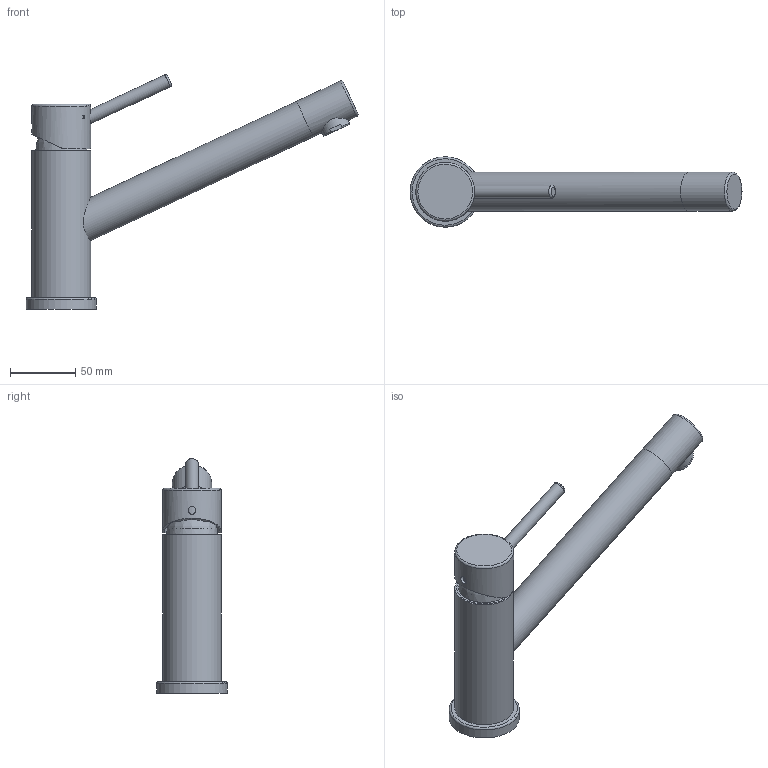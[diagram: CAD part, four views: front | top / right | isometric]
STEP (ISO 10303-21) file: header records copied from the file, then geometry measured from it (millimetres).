
FILE_DESCRIPTION(/* description */ (''),/* implementation_level */ '2;1');
FILE_NAME(/* name */ '3D_925111_Como Ring am Auslauf raus (durchgngig) - NICHT ERLEDIGT - done.step',/* time_stamp */ '2023-03-02T17:52:50+01:00',/* author */ (''),/* organization */ (''),/* preprocessor_version */ 'ST-DEVELOPER v19.2',/* originating_system */ 'Autodesk Translation Framework v11.17.0.187',/* authorisation */ '');
FILE_SCHEMA (('AUTOMOTIVE_DESIGN { 1 0 10303 214 3 1 1 }'));
Length unit declared in the file: millimetre
Products named in the file (14): (Nicht gespeichert); GT2011DL-02_ASM; GT2011-02-01; GT2011-02-02; V262DL; V140C; GT2011DL-05_ASM; GT2011DL-05; V104DL_ASM; V104DL; V249DL; GT2011ND-01_ASM; GT2011-04; V101C
Assembly tree (13 placements, depth 3):
  (Nicht gespeichert)
    GT2011DL-02_ASM
      GT2011-02-01
      GT2011-02-02
      V262DL
      V140C
    GT2011DL-05_ASM
      GT2011DL-05
    V104DL_ASM
      V104DL
      V249DL
    GT2011ND-01_ASM
      GT2011-04
      V101C
Bounding box: 254.43 x 54 x 179.8 mm (x, y, z)
Volume: 396310.6 mm3; surface area: 73409.2 mm2
Topology: 8 solids, 8 shells, 96 faces, 214 edges, 139 vertices
Faces by surface type: plane 39, cylinder 34, cone 11, torus 9, bspline 3
Full cylindrical faces by diameter (mm): 3 x2, 6 x1, 10 x3, 16 x1, 20.1 x1, 22.5 x1, 23 x1, 23.9 x2, 24.5 x1, 30 x2, 32 x1, 36 x1, 36.1 x1, 38 x1, 40 x2, 42.5 x1, 45 x2, 54 x1
Entity records: 3577 total; most frequent: CARTESIAN_POINT 1001, DIRECTION 549, ORIENTED_EDGE 424, AXIS2_PLACEMENT_3D 238, EDGE_CURVE 212, VERTEX_POINT 139, EDGE_LOOP 111, CIRCLE 110
